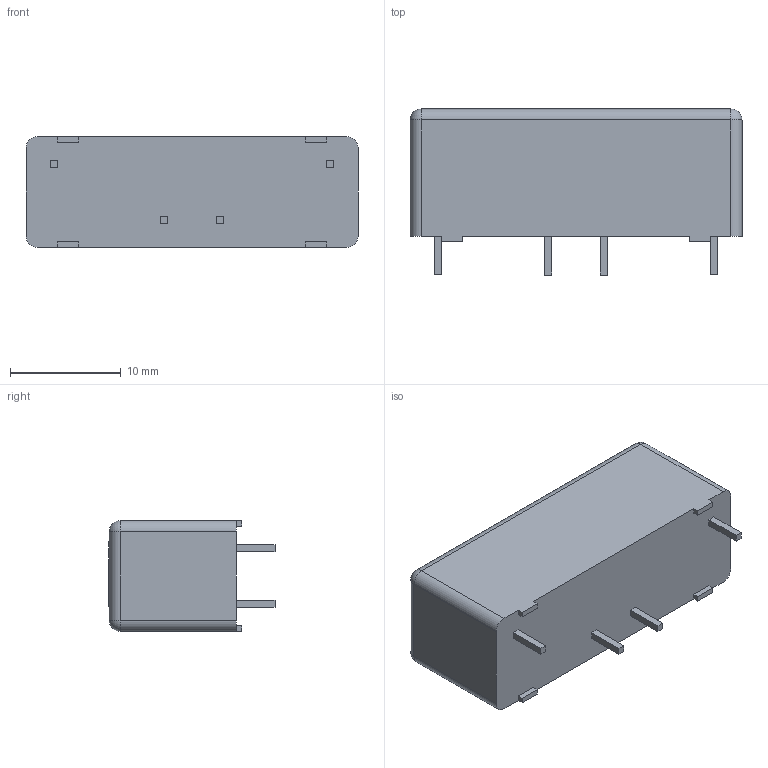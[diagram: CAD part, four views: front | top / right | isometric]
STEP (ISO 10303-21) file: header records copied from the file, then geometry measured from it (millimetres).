
FILE_DESCRIPTION (( 'STEP AP214' ), '1' );
FILE_NAME ('S8-2405.step', '2015-07-06T11:45:47', ( 'Martin' ), ( '' ), 'SwSTEP 2.0', 'SolidWorks 2014', '' );
FILE_SCHEMA (( 'AUTOMOTIVE_DESIGN' ));
Length unit declared in the file: millimetre
Products named in the file (1): S8-2405
Bounding box: 30 x 15 x 10 mm (x, y, z)
Volume: 3430.5 mm3; surface area: 1515.7 mm2
Topology: 1 solids, 1 shells, 154 faces, 403 edges, 262 vertices
Faces by surface type: plane 84, bspline 58, cylinder 8, sphere 4
Entity records: 9221 total; most frequent: CARTESIAN_POINT 4530, ORIENTED_EDGE 798, DIRECTION 493, EDGE_CURVE 399, VECTOR 267, LINE 267, VERTEX_POINT 262, EDGE_LOOP 169
